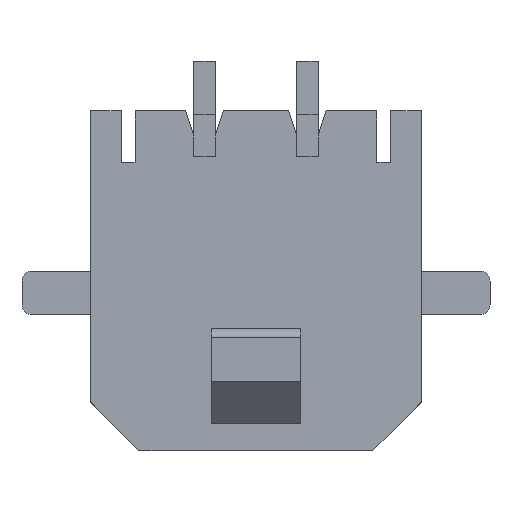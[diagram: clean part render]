
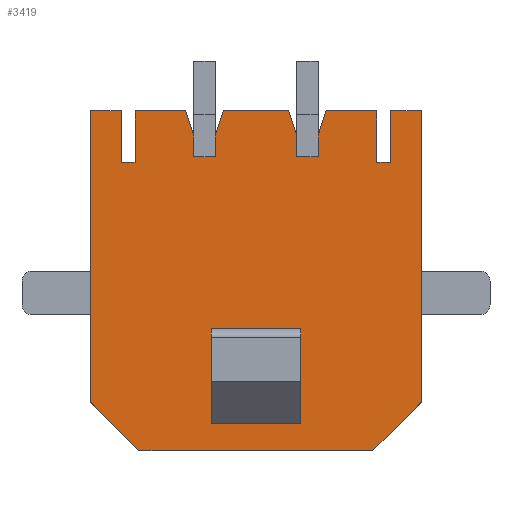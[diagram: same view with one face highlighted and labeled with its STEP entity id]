
A CAD part, top view. The second image highlights one B-rep face of the part: STEP entity #3419.
In plain terms, the highlighted planar face has unit normal (0, 0, 1).
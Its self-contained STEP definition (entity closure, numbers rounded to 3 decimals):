
#109=ORIENTED_EDGE('',*,*,#1111,.T.);
#110=ORIENTED_EDGE('',*,*,#1112,.T.);
#111=ORIENTED_EDGE('',*,*,#1113,.F.);
#112=ORIENTED_EDGE('',*,*,#1114,.F.);
#113=ORIENTED_EDGE('',*,*,#1115,.T.);
#114=ORIENTED_EDGE('',*,*,#1116,.T.);
#115=ORIENTED_EDGE('',*,*,#1103,.T.);
#116=ORIENTED_EDGE('',*,*,#1117,.T.);
#117=ORIENTED_EDGE('',*,*,#1118,.T.);
#118=ORIENTED_EDGE('',*,*,#1119,.T.);
#119=ORIENTED_EDGE('',*,*,#1120,.T.);
#120=ORIENTED_EDGE('',*,*,#1121,.T.);
#121=ORIENTED_EDGE('',*,*,#1122,.T.);
#122=ORIENTED_EDGE('',*,*,#1123,.F.);
#123=ORIENTED_EDGE('',*,*,#1124,.F.);
#124=ORIENTED_EDGE('',*,*,#1125,.F.);
#125=ORIENTED_EDGE('',*,*,#1126,.T.);
#126=ORIENTED_EDGE('',*,*,#1127,.F.);
#127=ORIENTED_EDGE('',*,*,#1128,.F.);
#128=ORIENTED_EDGE('',*,*,#1129,.F.);
#129=ORIENTED_EDGE('',*,*,#1130,.T.);
#130=ORIENTED_EDGE('',*,*,#1131,.T.);
#131=ORIENTED_EDGE('',*,*,#1132,.T.);
#132=ORIENTED_EDGE('',*,*,#1133,.T.);
#133=ORIENTED_EDGE('',*,*,#1134,.T.);
#134=ORIENTED_EDGE('',*,*,#1135,.T.);
#135=ORIENTED_EDGE('',*,*,#1109,.T.);
#136=ORIENTED_EDGE('',*,*,#1136,.T.);
#137=ORIENTED_EDGE('',*,*,#1137,.T.);
#138=ORIENTED_EDGE('',*,*,#1082,.T.);
#1082=EDGE_CURVE('',#1581,#1583,#1909,.T.);
#1103=EDGE_CURVE('',#1604,#1605,#1930,.T.);
#1109=EDGE_CURVE('',#1611,#1610,#1936,.T.);
#1111=EDGE_CURVE('',#1612,#1613,#1938,.T.);
#1112=EDGE_CURVE('',#1613,#1614,#1939,.T.);
#1113=EDGE_CURVE('',#1615,#1614,#1940,.T.);
#1114=EDGE_CURVE('',#1612,#1615,#1941,.T.);
#1115=EDGE_CURVE('',#1583,#1616,#1942,.T.);
#1116=EDGE_CURVE('',#1616,#1604,#1943,.T.);
#1117=EDGE_CURVE('',#1605,#1617,#1944,.T.);
#1118=EDGE_CURVE('',#1617,#1618,#1945,.T.);
#1119=EDGE_CURVE('',#1618,#1619,#1946,.T.);
#1120=EDGE_CURVE('',#1619,#1620,#1947,.T.);
#1121=EDGE_CURVE('',#1620,#1621,#1948,.T.);
#1122=EDGE_CURVE('',#1621,#1622,#1949,.T.);
#1123=EDGE_CURVE('',#1623,#1622,#1950,.T.);
#1124=EDGE_CURVE('',#1624,#1623,#1951,.T.);
#1125=EDGE_CURVE('',#1625,#1624,#1952,.T.);
#1126=EDGE_CURVE('',#1625,#1626,#1953,.T.);
#1127=EDGE_CURVE('',#1627,#1626,#1954,.T.);
#1128=EDGE_CURVE('',#1628,#1627,#1955,.T.);
#1129=EDGE_CURVE('',#1629,#1628,#1956,.T.);
#1130=EDGE_CURVE('',#1629,#1630,#1957,.T.);
#1131=EDGE_CURVE('',#1630,#1631,#1958,.T.);
#1132=EDGE_CURVE('',#1631,#1632,#1959,.T.);
#1133=EDGE_CURVE('',#1632,#1633,#1960,.T.);
#1134=EDGE_CURVE('',#1633,#1634,#1961,.T.);
#1135=EDGE_CURVE('',#1634,#1611,#1962,.T.);
#1136=EDGE_CURVE('',#1610,#1635,#1963,.T.);
#1137=EDGE_CURVE('',#1635,#1581,#1964,.T.);
#1581=VERTEX_POINT('',#4729);
#1583=VERTEX_POINT('',#4733);
#1604=VERTEX_POINT('',#4782);
#1605=VERTEX_POINT('',#4783);
#1610=VERTEX_POINT('',#4794);
#1611=VERTEX_POINT('',#4796);
#1612=VERTEX_POINT('',#4800);
#1613=VERTEX_POINT('',#4801);
#1614=VERTEX_POINT('',#4803);
#1615=VERTEX_POINT('',#4805);
#1616=VERTEX_POINT('',#4808);
#1617=VERTEX_POINT('',#4811);
#1618=VERTEX_POINT('',#4813);
#1619=VERTEX_POINT('',#4815);
#1620=VERTEX_POINT('',#4817);
#1621=VERTEX_POINT('',#4819);
#1622=VERTEX_POINT('',#4821);
#1623=VERTEX_POINT('',#4823);
#1624=VERTEX_POINT('',#4825);
#1625=VERTEX_POINT('',#4827);
#1626=VERTEX_POINT('',#4829);
#1627=VERTEX_POINT('',#4831);
#1628=VERTEX_POINT('',#4833);
#1629=VERTEX_POINT('',#4835);
#1630=VERTEX_POINT('',#4837);
#1631=VERTEX_POINT('',#4839);
#1632=VERTEX_POINT('',#4841);
#1633=VERTEX_POINT('',#4843);
#1634=VERTEX_POINT('',#4845);
#1635=VERTEX_POINT('',#4848);
#1909=LINE('',#4734,#2394);
#1930=LINE('',#4781,#2415);
#1936=LINE('',#4795,#2421);
#1938=LINE('',#4799,#2423);
#1939=LINE('',#4802,#2424);
#1940=LINE('',#4804,#2425);
#1941=LINE('',#4806,#2426);
#1942=LINE('',#4807,#2427);
#1943=LINE('',#4809,#2428);
#1944=LINE('',#4810,#2429);
#1945=LINE('',#4812,#2430);
#1946=LINE('',#4814,#2431);
#1947=LINE('',#4816,#2432);
#1948=LINE('',#4818,#2433);
#1949=LINE('',#4820,#2434);
#1950=LINE('',#4822,#2435);
#1951=LINE('',#4824,#2436);
#1952=LINE('',#4826,#2437);
#1953=LINE('',#4828,#2438);
#1954=LINE('',#4830,#2439);
#1955=LINE('',#4832,#2440);
#1956=LINE('',#4834,#2441);
#1957=LINE('',#4836,#2442);
#1958=LINE('',#4838,#2443);
#1959=LINE('',#4840,#2444);
#1960=LINE('',#4842,#2445);
#1961=LINE('',#4844,#2446);
#1962=LINE('',#4846,#2447);
#1963=LINE('',#4847,#2448);
#1964=LINE('',#4849,#2449);
#2394=VECTOR('',#3841,1000.);
#2415=VECTOR('',#3874,1000.);
#2421=VECTOR('',#3882,1000.);
#2423=VECTOR('',#3886,1000.);
#2424=VECTOR('',#3887,1000.);
#2425=VECTOR('',#3888,1000.);
#2426=VECTOR('',#3889,1000.);
#2427=VECTOR('',#3890,1000.);
#2428=VECTOR('',#3891,1000.);
#2429=VECTOR('',#3892,1000.);
#2430=VECTOR('',#3893,1000.);
#2431=VECTOR('',#3894,1000.);
#2432=VECTOR('',#3895,1000.);
#2433=VECTOR('',#3896,1000.);
#2434=VECTOR('',#3897,1000.);
#2435=VECTOR('',#3898,1000.);
#2436=VECTOR('',#3899,1000.);
#2437=VECTOR('',#3900,1000.);
#2438=VECTOR('',#3901,1000.);
#2439=VECTOR('',#3902,1000.);
#2440=VECTOR('',#3903,1000.);
#2441=VECTOR('',#3904,1000.);
#2442=VECTOR('',#3905,1000.);
#2443=VECTOR('',#3906,1000.);
#2444=VECTOR('',#3907,1000.);
#2445=VECTOR('',#3908,1000.);
#2446=VECTOR('',#3909,1000.);
#2447=VECTOR('',#3910,1000.);
#2448=VECTOR('',#3911,1000.);
#2449=VECTOR('',#3912,1000.);
#2877=EDGE_LOOP('',(#109,#110,#111,#112));
#2878=EDGE_LOOP('',(#113,#114,#115,#116,#117,#118,#119,#120,#121,#122,#123,
#124,#125,#126,#127,#128,#129,#130,#131,#132,#133,#134,#135,#136,#137,#138));
#3064=FACE_BOUND('',#2877,.T.);
#3065=FACE_BOUND('',#2878,.T.);
#3250=PLANE('',#3634);
#3419=ADVANCED_FACE('',(#3064,#3065),#3250,.T.);
#3634=AXIS2_PLACEMENT_3D('',#4798,#3884,#3885);
#3841=DIRECTION('',(-1.,0.,0.));
#3874=DIRECTION('',(-1.,0.,0.));
#3882=DIRECTION('',(-1.,0.,0.));
#3884=DIRECTION('',(0.,0.,1.));
#3885=DIRECTION('',(0.,-1.,0.));
#3886=DIRECTION('',(0.,-1.,0.));
#3887=DIRECTION('',(-1.,0.,0.));
#3888=DIRECTION('',(0.,-1.,0.));
#3889=DIRECTION('',(-1.,0.,0.));
#3890=DIRECTION('',(0.,1.,0.));
#3891=DIRECTION('',(-0.312,0.95,0.));
#3892=DIRECTION('',(-0.312,-0.95,0.));
#3893=DIRECTION('',(0.,-1.,0.));
#3894=DIRECTION('',(-1.,0.,0.));
#3895=DIRECTION('',(0.,1.,0.));
#3896=DIRECTION('',(-0.312,0.95,0.));
#3897=DIRECTION('',(-1.,0.,0.));
#3898=DIRECTION('',(0.,1.,0.));
#3899=DIRECTION('',(1.,0.,0.));
#3900=DIRECTION('',(0.,-1.,0.));
#3901=DIRECTION('',(-1.,0.,0.));
#3902=DIRECTION('',(0.,1.,0.));
#3903=DIRECTION('',(-0.707,0.707,0.));
#3904=DIRECTION('',(-1.,0.,0.));
#3905=DIRECTION('',(0.707,0.707,0.));
#3906=DIRECTION('',(0.,1.,0.));
#3907=DIRECTION('',(-1.,0.,0.));
#3908=DIRECTION('',(0.,-1.,0.));
#3909=DIRECTION('',(-1.,0.,0.));
#3910=DIRECTION('',(0.,1.,0.));
#3911=DIRECTION('',(-0.312,-0.95,0.));
#3912=DIRECTION('',(0.,-1.,0.));
#4729=CARTESIAN_POINT('',(1.82,3.61,2.185));
#4733=CARTESIAN_POINT('',(1.18,3.61,2.185));
#4734=CARTESIAN_POINT('',(1.82,3.61,2.185));
#4781=CARTESIAN_POINT('',(4.825,4.95,2.185));
#4782=CARTESIAN_POINT('',(0.95,4.95,2.185));
#4783=CARTESIAN_POINT('',(-0.95,4.95,2.185));
#4794=CARTESIAN_POINT('',(2.05,4.95,2.185));
#4795=CARTESIAN_POINT('',(4.825,4.95,2.185));
#4796=CARTESIAN_POINT('',(3.525,4.95,2.185));
#4798=CARTESIAN_POINT('',(4.825,-4.95,2.185));
#4799=CARTESIAN_POINT('',(1.3,-4.15,2.185));
#4800=CARTESIAN_POINT('',(1.3,-1.4,2.185));
#4801=CARTESIAN_POINT('',(1.3,-4.15,2.185));
#4802=CARTESIAN_POINT('',(1.3,-4.15,2.185));
#4803=CARTESIAN_POINT('',(-1.3,-4.15,2.185));
#4804=CARTESIAN_POINT('',(-1.3,-4.15,2.185));
#4805=CARTESIAN_POINT('',(-1.3,-1.4,2.185));
#4806=CARTESIAN_POINT('',(1.3,-1.4,2.185));
#4807=CARTESIAN_POINT('',(1.18,3.61,2.185));
#4808=CARTESIAN_POINT('',(1.18,4.25,2.185));
#4809=CARTESIAN_POINT('',(1.18,4.25,2.185));
#4810=CARTESIAN_POINT('',(-1.18,4.25,2.185));
#4811=CARTESIAN_POINT('',(-1.18,4.25,2.185));
#4812=CARTESIAN_POINT('',(-1.18,4.25,2.185));
#4813=CARTESIAN_POINT('',(-1.18,3.61,2.185));
#4814=CARTESIAN_POINT('',(-1.18,3.61,2.185));
#4815=CARTESIAN_POINT('',(-1.82,3.61,2.185));
#4816=CARTESIAN_POINT('',(-1.82,3.61,2.185));
#4817=CARTESIAN_POINT('',(-1.82,4.25,2.185));
#4818=CARTESIAN_POINT('',(-1.82,4.25,2.185));
#4819=CARTESIAN_POINT('',(-2.05,4.95,2.185));
#4820=CARTESIAN_POINT('',(4.825,4.95,2.185));
#4821=CARTESIAN_POINT('',(-3.525,4.95,2.185));
#4822=CARTESIAN_POINT('',(-3.525,3.45,2.185));
#4823=CARTESIAN_POINT('',(-3.525,3.45,2.185));
#4824=CARTESIAN_POINT('',(-3.925,3.45,2.185));
#4825=CARTESIAN_POINT('',(-3.925,3.45,2.185));
#4826=CARTESIAN_POINT('',(-3.925,4.95,2.185));
#4827=CARTESIAN_POINT('',(-3.925,4.95,2.185));
#4828=CARTESIAN_POINT('',(4.825,4.95,2.185));
#4829=CARTESIAN_POINT('',(-4.825,4.95,2.185));
#4830=CARTESIAN_POINT('',(-4.825,-4.95,2.185));
#4831=CARTESIAN_POINT('',(-4.825,-3.536,2.185));
#4832=CARTESIAN_POINT('',(-3.411,-4.95,2.185));
#4833=CARTESIAN_POINT('',(-3.411,-4.95,2.185));
#4834=CARTESIAN_POINT('',(4.825,-4.95,2.185));
#4835=CARTESIAN_POINT('',(3.411,-4.95,2.185));
#4836=CARTESIAN_POINT('',(3.411,-4.95,2.185));
#4837=CARTESIAN_POINT('',(4.825,-3.536,2.185));
#4838=CARTESIAN_POINT('',(4.825,-4.95,2.185));
#4839=CARTESIAN_POINT('',(4.825,4.95,2.185));
#4840=CARTESIAN_POINT('',(4.825,4.95,2.185));
#4841=CARTESIAN_POINT('',(3.925,4.95,2.185));
#4842=CARTESIAN_POINT('',(3.925,4.95,2.185));
#4843=CARTESIAN_POINT('',(3.925,3.45,2.185));
#4844=CARTESIAN_POINT('',(3.925,3.45,2.185));
#4845=CARTESIAN_POINT('',(3.525,3.45,2.185));
#4846=CARTESIAN_POINT('',(3.525,3.45,2.185));
#4847=CARTESIAN_POINT('',(1.82,4.25,2.185));
#4848=CARTESIAN_POINT('',(1.82,4.25,2.185));
#4849=CARTESIAN_POINT('',(1.82,4.25,2.185));
